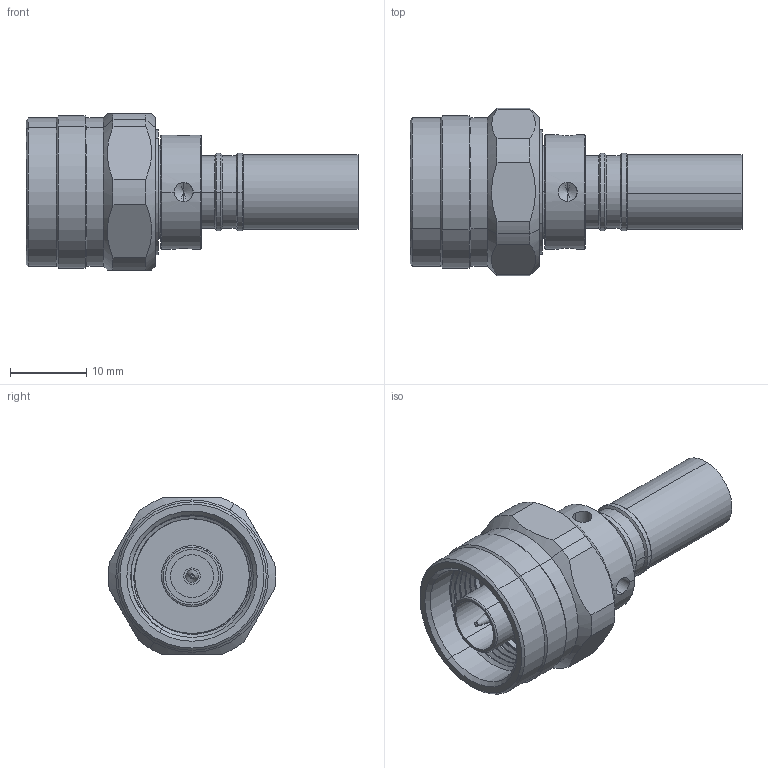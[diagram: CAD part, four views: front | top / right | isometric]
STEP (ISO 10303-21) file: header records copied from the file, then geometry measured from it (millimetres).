
FILE_DESCRIPTION (( 'STEP AP214' ), '1' );
FILE_NAME ('3190-8063(TC-3112-NMH-X)_SD.STEP', '2021-03-29T07:15:07', ( '' ), ( '' ), 'SwSTEP 2.0', 'SolidWorks 2018', '' );
FILE_SCHEMA (( 'AUTOMOTIVE_DESIGN' ));
Length unit declared in the file: millimetre
Products named in the file (5): 3192-6037_SD; Combination ^3192-6037; 3192-6102_SD; SD^3192-6102; 3190-8063(TC-3112-NMH-X)_SD
Assembly tree (4 placements, depth 3):
  3190-8063(TC-3112-NMH-X)_SD
    3192-6102_SD
      SD^3192-6102
    3192-6037_SD
      Combination ^3192-6037
Bounding box: 43.6 x 21.97 x 20.54 mm (x, y, z)
Volume: 5901.9 mm3; surface area: 4987.3 mm2
Topology: 3 solids, 3 shells, 141 faces, 324 edges, 195 vertices
Faces by surface type: cylinder 66, cone 43, plane 23, torus 4, bspline 3, sphere 2
Entity records: 6734 total; most frequent: CARTESIAN_POINT 3415, DIRECTION 704, ORIENTED_EDGE 636, EDGE_CURVE 318, AXIS2_PLACEMENT_3D 293, VERTEX_POINT 197, EDGE_LOOP 157, CIRCLE 146
